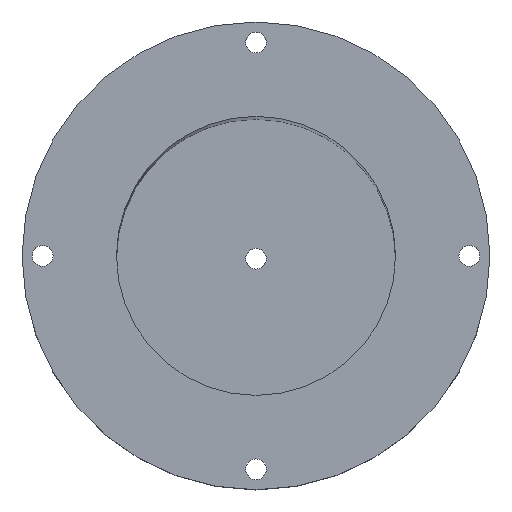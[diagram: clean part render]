
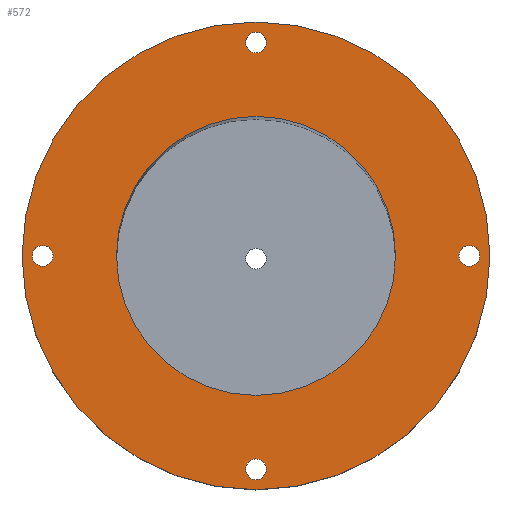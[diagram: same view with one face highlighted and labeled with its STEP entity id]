
A CAD part, top view. The second image highlights one B-rep face of the part: STEP entity #572.
In plain terms, the highlighted planar face has unit normal (0, 0, 1).
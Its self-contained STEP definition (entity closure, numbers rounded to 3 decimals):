
#36=FACE_BOUND('',#130,.T.);
#37=FACE_BOUND('',#131,.T.);
#38=FACE_BOUND('',#132,.T.);
#39=FACE_BOUND('',#133,.T.);
#40=FACE_BOUND('',#134,.T.);
#55=PLANE('',#649);
#86=FACE_OUTER_BOUND('',#129,.T.);
#129=EDGE_LOOP('',(#502));
#130=EDGE_LOOP('',(#503));
#131=EDGE_LOOP('',(#504));
#132=EDGE_LOOP('',(#505));
#133=EDGE_LOOP('',(#506));
#134=EDGE_LOOP('',(#507));
#213=CIRCLE('',#591,17.);
#231=CIRCLE('',#631,1.265);
#232=CIRCLE('',#633,1.265);
#233=CIRCLE('',#635,1.265);
#234=CIRCLE('',#637,1.265);
#242=CIRCLE('',#648,28.5);
#244=VERTEX_POINT('',#823);
#283=VERTEX_POINT('',#1079);
#284=VERTEX_POINT('',#1083);
#285=VERTEX_POINT('',#1087);
#286=VERTEX_POINT('',#1091);
#294=VERTEX_POINT('',#1114);
#296=EDGE_CURVE('',#244,#244,#213,.T.);
#350=EDGE_CURVE('',#283,#283,#231,.T.);
#352=EDGE_CURVE('',#284,#284,#232,.T.);
#354=EDGE_CURVE('',#285,#285,#233,.T.);
#356=EDGE_CURVE('',#286,#286,#234,.T.);
#368=EDGE_CURVE('',#294,#294,#242,.T.);
#502=ORIENTED_EDGE('',*,*,#368,.T.);
#503=ORIENTED_EDGE('',*,*,#296,.T.);
#504=ORIENTED_EDGE('',*,*,#350,.T.);
#505=ORIENTED_EDGE('',*,*,#352,.T.);
#506=ORIENTED_EDGE('',*,*,#354,.T.);
#507=ORIENTED_EDGE('',*,*,#356,.T.);
#572=ADVANCED_FACE('',(#86,#36,#37,#38,#39,#40),#55,.T.);
#591=AXIS2_PLACEMENT_3D('',#824,#658,#659);
#631=AXIS2_PLACEMENT_3D('',#1080,#765,#766);
#633=AXIS2_PLACEMENT_3D('',#1084,#770,#771);
#635=AXIS2_PLACEMENT_3D('',#1088,#775,#776);
#637=AXIS2_PLACEMENT_3D('',#1092,#780,#781);
#648=AXIS2_PLACEMENT_3D('',#1115,#806,#807);
#649=AXIS2_PLACEMENT_3D('',#1117,#809,#810);
#658=DIRECTION('center_axis',(0.,0.,-1.));
#659=DIRECTION('ref_axis',(-1.,0.,0.));
#765=DIRECTION('center_axis',(0.,0.,-1.));
#766=DIRECTION('ref_axis',(1.,0.,0.));
#770=DIRECTION('center_axis',(0.,0.,-1.));
#771=DIRECTION('ref_axis',(1.,0.,0.));
#775=DIRECTION('center_axis',(0.,0.,-1.));
#776=DIRECTION('ref_axis',(1.,0.,0.));
#780=DIRECTION('center_axis',(0.,0.,-1.));
#781=DIRECTION('ref_axis',(1.,0.,0.));
#806=DIRECTION('center_axis',(0.,0.,1.));
#807=DIRECTION('ref_axis',(-1.,0.,0.));
#809=DIRECTION('center_axis',(0.,0.,1.));
#810=DIRECTION('ref_axis',(-1.,0.,0.));
#823=CARTESIAN_POINT('',(17.,0.,210.));
#824=CARTESIAN_POINT('Origin',(0.,0.,210.));
#1079=CARTESIAN_POINT('',(-1.265,-26.,210.));
#1080=CARTESIAN_POINT('Origin',(0.,-26.,210.));
#1083=CARTESIAN_POINT('',(-1.265,26.,210.));
#1084=CARTESIAN_POINT('Origin',(0.,26.,210.));
#1087=CARTESIAN_POINT('',(-27.265,0.,210.));
#1088=CARTESIAN_POINT('Origin',(-26.,0.,210.));
#1091=CARTESIAN_POINT('',(24.736,0.,210.));
#1092=CARTESIAN_POINT('Origin',(26.,0.,210.));
#1114=CARTESIAN_POINT('',(28.5,0.,210.));
#1115=CARTESIAN_POINT('Origin',(0.,0.,210.));
#1117=CARTESIAN_POINT('Origin',(0.,0.,210.));
